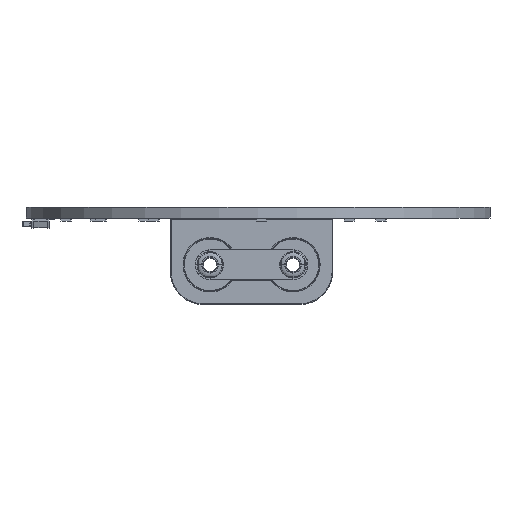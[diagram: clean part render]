
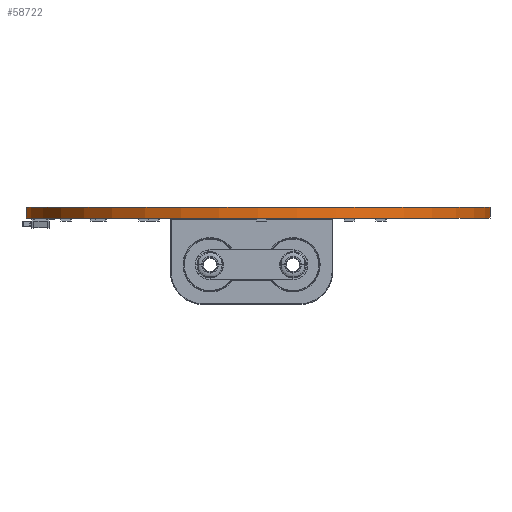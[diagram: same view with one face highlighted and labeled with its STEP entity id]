
A CAD part, front view. The second image highlights one B-rep face of the part: STEP entity #58722.
In plain terms, the highlighted cylindrical face has radius 35 mm (diameter 70 mm), a partial arc.
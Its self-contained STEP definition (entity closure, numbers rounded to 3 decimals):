
#58147 = CYLINDRICAL_SURFACE('',#58148,5.);
#58148 = AXIS2_PLACEMENT_3D('',#58149,#58150,#58151);
#58149 = CARTESIAN_POINT('',(147.,-61.27,0.));
#58150 = DIRECTION('',(0.,0.,-1.));
#58151 = DIRECTION('',(1.,0.,0.));
#58175 = PLANE('',#58176);
#58176 = AXIS2_PLACEMENT_3D('',#58177,#58178,#58179);
#58177 = CARTESIAN_POINT('',(137.,-95.747,1.6));
#58178 = DIRECTION('',(0.,0.,1.));
#58179 = DIRECTION('',(1.,0.,0.));
#58229 = PLANE('',#58230);
#58230 = AXIS2_PLACEMENT_3D('',#58231,#58232,#58233);
#58231 = CARTESIAN_POINT('',(137.,-95.747,0.));
#58232 = DIRECTION('',(0.,0.,1.));
#58233 = DIRECTION('',(1.,0.,0.));
#58246 = VERTEX_POINT('',#58247);
#58247 = CARTESIAN_POINT('',(145.75,-66.111,1.6));
#58269 = EDGE_CURVE('',#58270,#58246,#58272,.T.);
#58270 = VERTEX_POINT('',#58271);
#58271 = CARTESIAN_POINT('',(145.75,-66.111,0.));
#58272 = SURFACE_CURVE('',#58273,(#58277,#58284),.PCURVE_S1.);
#58273 = LINE('',#58274,#58275);
#58274 = CARTESIAN_POINT('',(145.75,-66.111,0.));
#58275 = VECTOR('',#58276,1.);
#58276 = DIRECTION('',(0.,0.,1.));
#58277 = PCURVE('',#58147,#58278);
#58278 = DEFINITIONAL_REPRESENTATION('',(#58279),#58283);
#58279 = LINE('',#58280,#58281);
#58280 = CARTESIAN_POINT('',(-4.46,0.));
#58281 = VECTOR('',#58282,1.);
#58282 = DIRECTION('',(0.,-1.));
#58283 = ( GEOMETRIC_REPRESENTATION_CONTEXT(2) 
PARAMETRIC_REPRESENTATION_CONTEXT() REPRESENTATION_CONTEXT('2D SPACE',''
  ) );
#58284 = PCURVE('',#58285,#58290);
#58285 = CYLINDRICAL_SURFACE('',#58286,35.);
#58286 = AXIS2_PLACEMENT_3D('',#58287,#58288,#58289);
#58287 = CARTESIAN_POINT('',(137.,-100.,0.));
#58288 = DIRECTION('',(0.,0.,-1.));
#58289 = DIRECTION('',(1.,0.,0.));
#58290 = DEFINITIONAL_REPRESENTATION('',(#58291),#58295);
#58291 = LINE('',#58292,#58293);
#58292 = CARTESIAN_POINT('',(-7.601,0.));
#58293 = VECTOR('',#58294,1.);
#58294 = DIRECTION('',(0.,-1.));
#58295 = ( GEOMETRIC_REPRESENTATION_CONTEXT(2) 
PARAMETRIC_REPRESENTATION_CONTEXT() REPRESENTATION_CONTEXT('2D SPACE',''
  ) );
#58426 = VERTEX_POINT('',#58427);
#58427 = CARTESIAN_POINT('',(128.25,-66.111,0.));
#58442 = CYLINDRICAL_SURFACE('',#58443,5.);
#58443 = AXIS2_PLACEMENT_3D('',#58444,#58445,#58446);
#58444 = CARTESIAN_POINT('',(127.,-61.27,0.));
#58445 = DIRECTION('',(0.,0.,-1.));
#58446 = DIRECTION('',(1.,0.,0.));
#58454 = EDGE_CURVE('',#58426,#58270,#58455,.T.);
#58455 = SURFACE_CURVE('',#58456,(#58461,#58468),.PCURVE_S1.);
#58456 = CIRCLE('',#58457,35.);
#58457 = AXIS2_PLACEMENT_3D('',#58458,#58459,#58460);
#58458 = CARTESIAN_POINT('',(137.,-100.,0.));
#58459 = DIRECTION('',(0.,0.,1.));
#58460 = DIRECTION('',(1.,0.,0.));
#58461 = PCURVE('',#58229,#58462);
#58462 = DEFINITIONAL_REPRESENTATION('',(#58463),#58467);
#58463 = CIRCLE('',#58464,35.);
#58464 = AXIS2_PLACEMENT_2D('',#58465,#58466);
#58465 = CARTESIAN_POINT('',(0.,-4.253));
#58466 = DIRECTION('',(1.,0.));
#58467 = ( GEOMETRIC_REPRESENTATION_CONTEXT(2) 
PARAMETRIC_REPRESENTATION_CONTEXT() REPRESENTATION_CONTEXT('2D SPACE',''
  ) );
#58468 = PCURVE('',#58285,#58469);
#58469 = DEFINITIONAL_REPRESENTATION('',(#58470),#58474);
#58470 = LINE('',#58471,#58472);
#58471 = CARTESIAN_POINT('',(0.,0.));
#58472 = VECTOR('',#58473,1.);
#58473 = DIRECTION('',(-1.,0.));
#58474 = ( GEOMETRIC_REPRESENTATION_CONTEXT(2) 
PARAMETRIC_REPRESENTATION_CONTEXT() REPRESENTATION_CONTEXT('2D SPACE',''
  ) );
#58599 = VERTEX_POINT('',#58600);
#58600 = CARTESIAN_POINT('',(128.25,-66.111,1.6));
#58622 = EDGE_CURVE('',#58599,#58246,#58623,.T.);
#58623 = SURFACE_CURVE('',#58624,(#58629,#58636),.PCURVE_S1.);
#58624 = CIRCLE('',#58625,35.);
#58625 = AXIS2_PLACEMENT_3D('',#58626,#58627,#58628);
#58626 = CARTESIAN_POINT('',(137.,-100.,1.6));
#58627 = DIRECTION('',(0.,0.,1.));
#58628 = DIRECTION('',(1.,0.,0.));
#58629 = PCURVE('',#58175,#58630);
#58630 = DEFINITIONAL_REPRESENTATION('',(#58631),#58635);
#58631 = CIRCLE('',#58632,35.);
#58632 = AXIS2_PLACEMENT_2D('',#58633,#58634);
#58633 = CARTESIAN_POINT('',(0.,-4.253));
#58634 = DIRECTION('',(1.,0.));
#58635 = ( GEOMETRIC_REPRESENTATION_CONTEXT(2) 
PARAMETRIC_REPRESENTATION_CONTEXT() REPRESENTATION_CONTEXT('2D SPACE',''
  ) );
#58636 = PCURVE('',#58285,#58637);
#58637 = DEFINITIONAL_REPRESENTATION('',(#58638),#58642);
#58638 = LINE('',#58639,#58640);
#58639 = CARTESIAN_POINT('',(0.,-1.6));
#58640 = VECTOR('',#58641,1.);
#58641 = DIRECTION('',(-1.,0.));
#58642 = ( GEOMETRIC_REPRESENTATION_CONTEXT(2) 
PARAMETRIC_REPRESENTATION_CONTEXT() REPRESENTATION_CONTEXT('2D SPACE',''
  ) );
#58722 = ADVANCED_FACE('',(#58723),#58285,.T.);
#58723 = FACE_BOUND('',#58724,.F.);
#58724 = EDGE_LOOP('',(#58725,#58746,#58747,#58748));
#58725 = ORIENTED_EDGE('',*,*,#58726,.T.);
#58726 = EDGE_CURVE('',#58426,#58599,#58727,.T.);
#58727 = SURFACE_CURVE('',#58728,(#58732,#58739),.PCURVE_S1.);
#58728 = LINE('',#58729,#58730);
#58729 = CARTESIAN_POINT('',(128.25,-66.111,0.));
#58730 = VECTOR('',#58731,1.);
#58731 = DIRECTION('',(0.,0.,1.));
#58732 = PCURVE('',#58285,#58733);
#58733 = DEFINITIONAL_REPRESENTATION('',(#58734),#58738);
#58734 = LINE('',#58735,#58736);
#58735 = CARTESIAN_POINT('',(-1.823,0.));
#58736 = VECTOR('',#58737,1.);
#58737 = DIRECTION('',(0.,-1.));
#58738 = ( GEOMETRIC_REPRESENTATION_CONTEXT(2) 
PARAMETRIC_REPRESENTATION_CONTEXT() REPRESENTATION_CONTEXT('2D SPACE',''
  ) );
#58739 = PCURVE('',#58442,#58740);
#58740 = DEFINITIONAL_REPRESENTATION('',(#58741),#58745);
#58741 = LINE('',#58742,#58743);
#58742 = CARTESIAN_POINT('',(-4.965,0.));
#58743 = VECTOR('',#58744,1.);
#58744 = DIRECTION('',(0.,-1.));
#58745 = ( GEOMETRIC_REPRESENTATION_CONTEXT(2) 
PARAMETRIC_REPRESENTATION_CONTEXT() REPRESENTATION_CONTEXT('2D SPACE',''
  ) );
#58746 = ORIENTED_EDGE('',*,*,#58622,.T.);
#58747 = ORIENTED_EDGE('',*,*,#58269,.F.);
#58748 = ORIENTED_EDGE('',*,*,#58454,.F.);
